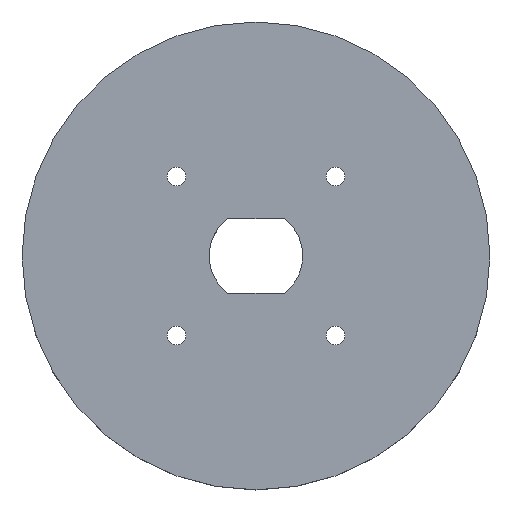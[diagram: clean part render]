
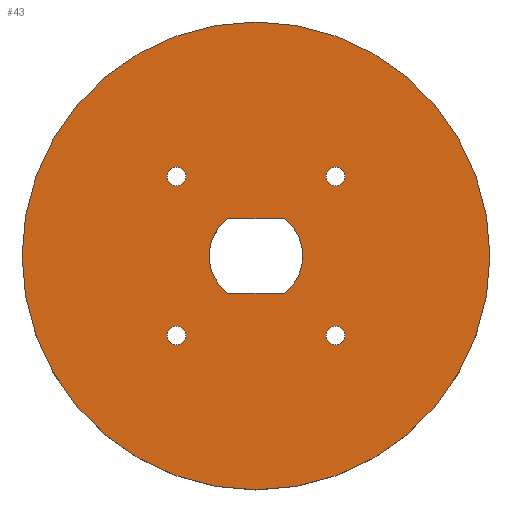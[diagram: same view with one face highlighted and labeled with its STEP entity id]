
A CAD part, top view. The second image highlights one B-rep face of the part: STEP entity #43.
In plain terms, the highlighted planar face has unit normal (0, 0, 1).
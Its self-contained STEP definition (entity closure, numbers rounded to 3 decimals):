
#1 = EDGE_CURVE ( 'NONE', #112, #586, #539, .T. ) ;
#2 = CARTESIAN_POINT ( 'NONE',  ( 3., 4., 8. ) ) ;
#10 = FACE_BOUND ( 'NONE', #576, .T. ) ;
#12 = CARTESIAN_POINT ( 'NONE',  ( 0., 0., 8. ) ) ;
#15 = VECTOR ( 'NONE', #419, 1000. ) ;
#16 = FACE_BOUND ( 'NONE', #263, .T. ) ;
#17 = CARTESIAN_POINT ( 'NONE',  ( 9.5, -8.5, 8. ) ) ;
#19 = ORIENTED_EDGE ( 'NONE', *, *, #183, .T. ) ;
#29 = CARTESIAN_POINT ( 'NONE',  ( -25., 0., 8. ) ) ;
#38 = AXIS2_PLACEMENT_3D ( 'NONE', #168, #120, #582 ) ;
#39 = DIRECTION ( 'NONE',  ( 0., 0., 1. ) ) ;
#40 = VERTEX_POINT ( 'NONE', #522 ) ;
#42 = DIRECTION ( 'NONE',  ( 0., 0., 1. ) ) ;
#43 = ADVANCED_FACE ( 'NONE', ( #10, #16, #427, #384, #54, #572 ), #202, .T. ) ;
#47 = ORIENTED_EDGE ( 'NONE', *, *, #440, .F. ) ;
#51 = AXIS2_PLACEMENT_3D ( 'NONE', #393, #400, #588 ) ;
#54 = FACE_OUTER_BOUND ( 'NONE', #541, .T. ) ;
#56 = CARTESIAN_POINT ( 'NONE',  ( 0., 0., 8. ) ) ;
#58 = CARTESIAN_POINT ( 'NONE',  ( 9.5, 8.5, 8. ) ) ;
#66 = EDGE_CURVE ( 'NONE', #477, #113, #372, .T. ) ;
#68 = CARTESIAN_POINT ( 'NONE',  ( -8.5, 8.5, 8. ) ) ;
#73 = EDGE_LOOP ( 'NONE', ( #501, #211, #352, #415, #365 ) ) ;
#82 = ORIENTED_EDGE ( 'NONE', *, *, #523, .F. ) ;
#83 = CIRCLE ( 'NONE', #129, 1. ) ;
#85 = ORIENTED_EDGE ( 'NONE', *, *, #66, .F. ) ;
#87 = DIRECTION ( 'NONE',  ( 1., 0., 0. ) ) ;
#89 = EDGE_CURVE ( 'NONE', #40, #112, #571, .T. ) ;
#90 = DIRECTION ( 'NONE',  ( 1., 0., 0. ) ) ;
#92 = CIRCLE ( 'NONE', #405, 1. ) ;
#103 = VECTOR ( 'NONE', #559, 1000. ) ;
#105 = CARTESIAN_POINT ( 'NONE',  ( -3., 4., 8. ) ) ;
#108 = AXIS2_PLACEMENT_3D ( 'NONE', #366, #39, #90 ) ;
#112 = VERTEX_POINT ( 'NONE', #282 ) ;
#113 = VERTEX_POINT ( 'NONE', #191 ) ;
#114 = CARTESIAN_POINT ( 'NONE',  ( -3., 4., 8. ) ) ;
#117 = VERTEX_POINT ( 'NONE', #398 ) ;
#120 = DIRECTION ( 'NONE',  ( 0., 0., 1. ) ) ;
#129 = AXIS2_PLACEMENT_3D ( 'NONE', #68, #217, #593 ) ;
#133 = ORIENTED_EDGE ( 'NONE', *, *, #180, .T. ) ;
#137 = DIRECTION ( 'NONE',  ( 0., 0., 1. ) ) ;
#138 = CARTESIAN_POINT ( 'NONE',  ( 0., 0., 8. ) ) ;
#142 = DIRECTION ( 'NONE',  ( 1., 0., 0. ) ) ;
#149 = CARTESIAN_POINT ( 'NONE',  ( -3., -4., 8. ) ) ;
#152 = VERTEX_POINT ( 'NONE', #394 ) ;
#157 = EDGE_CURVE ( 'NONE', #113, #477, #596, .T. ) ;
#158 = CARTESIAN_POINT ( 'NONE',  ( -9.5, 8.5, 8. ) ) ;
#161 = VERTEX_POINT ( 'NONE', #17 ) ;
#162 = DIRECTION ( 'NONE',  ( 1., 0., 0. ) ) ;
#165 = DIRECTION ( 'NONE',  ( 0., 0., 1. ) ) ;
#168 = CARTESIAN_POINT ( 'NONE',  ( -8.5, 8.5, 8. ) ) ;
#170 = AXIS2_PLACEMENT_3D ( 'NONE', #416, #137, #379 ) ;
#174 = DIRECTION ( 'NONE',  ( 0., 0., 1. ) ) ;
#180 = EDGE_CURVE ( 'NONE', #228, #410, #360, .T. ) ;
#182 = ORIENTED_EDGE ( 'NONE', *, *, #386, .F. ) ;
#183 = EDGE_CURVE ( 'NONE', #410, #228, #194, .T. ) ;
#188 = AXIS2_PLACEMENT_3D ( 'NONE', #12, #246, #142 ) ;
#191 = CARTESIAN_POINT ( 'NONE',  ( -7.5, -8.5, 8. ) ) ;
#194 = CIRCLE ( 'NONE', #188, 25. ) ;
#196 = VERTEX_POINT ( 'NONE', #385 ) ;
#199 = AXIS2_PLACEMENT_3D ( 'NONE', #604, #374, #464 ) ;
#200 = CARTESIAN_POINT ( 'NONE',  ( 25., 0., 8. ) ) ;
#202 = PLANE ( 'NONE',  #247 ) ;
#205 = EDGE_LOOP ( 'NONE', ( #496, #47 ) ) ;
#210 = AXIS2_PLACEMENT_3D ( 'NONE', #319, #174, #87 ) ;
#211 = ORIENTED_EDGE ( 'NONE', *, *, #1, .F. ) ;
#216 = ORIENTED_EDGE ( 'NONE', *, *, #157, .F. ) ;
#217 = DIRECTION ( 'NONE',  ( 0., 0., 1. ) ) ;
#222 = CIRCLE ( 'NONE', #38, 1. ) ;
#228 = VERTEX_POINT ( 'NONE', #200 ) ;
#229 = DIRECTION ( 'NONE',  ( 1., 0., 0. ) ) ;
#230 = VERTEX_POINT ( 'NONE', #58 ) ;
#246 = DIRECTION ( 'NONE',  ( 0., 0., 1. ) ) ;
#247 = AXIS2_PLACEMENT_3D ( 'NONE', #56, #249, #436 ) ;
#249 = DIRECTION ( 'NONE',  ( 0., 0., 1. ) ) ;
#252 = EDGE_LOOP ( 'NONE', ( #450, #182 ) ) ;
#263 = EDGE_LOOP ( 'NONE', ( #216, #85 ) ) ;
#282 = CARTESIAN_POINT ( 'NONE',  ( 3., -4., 8. ) ) ;
#290 = CIRCLE ( 'NONE', #199, 1. ) ;
#292 = VERTEX_POINT ( 'NONE', #302 ) ;
#293 = AXIS2_PLACEMENT_3D ( 'NONE', #297, #304, #389 ) ;
#297 = CARTESIAN_POINT ( 'NONE',  ( -8.5, -8.5, 8. ) ) ;
#302 = CARTESIAN_POINT ( 'NONE',  ( 7.5, -8.5, 8. ) ) ;
#304 = DIRECTION ( 'NONE',  ( 0., 0., 1. ) ) ;
#308 = CARTESIAN_POINT ( 'NONE',  ( 8.5, -8.5, 8. ) ) ;
#319 = CARTESIAN_POINT ( 'NONE',  ( 0., 0., 8. ) ) ;
#335 = EDGE_CURVE ( 'NONE', #117, #444, #222, .T. ) ;
#342 = DIRECTION ( 'NONE',  ( 1., 0., 0. ) ) ;
#346 = CIRCLE ( 'NONE', #108, 1. ) ;
#352 = ORIENTED_EDGE ( 'NONE', *, *, #89, .F. ) ;
#360 = CIRCLE ( 'NONE', #459, 25. ) ;
#365 = ORIENTED_EDGE ( 'NONE', *, *, #452, .F. ) ;
#366 = CARTESIAN_POINT ( 'NONE',  ( 8.5, 8.5, 8. ) ) ;
#368 = CIRCLE ( 'NONE', #51, 1. ) ;
#372 = CIRCLE ( 'NONE', #293, 1. ) ;
#374 = DIRECTION ( 'NONE',  ( 0., 0., 1. ) ) ;
#376 = EDGE_CURVE ( 'NONE', #161, #292, #368, .T. ) ;
#379 = DIRECTION ( 'NONE',  ( 1., 0., 0. ) ) ;
#384 = FACE_BOUND ( 'NONE', #252, .T. ) ;
#385 = CARTESIAN_POINT ( 'NONE',  ( -5., 0., 8. ) ) ;
#386 = EDGE_CURVE ( 'NONE', #292, #161, #92, .T. ) ;
#389 = DIRECTION ( 'NONE',  ( 1., 0., 0. ) ) ;
#393 = CARTESIAN_POINT ( 'NONE',  ( 8.5, -8.5, 8. ) ) ;
#394 = CARTESIAN_POINT ( 'NONE',  ( 7.5, 8.5, 8. ) ) ;
#398 = CARTESIAN_POINT ( 'NONE',  ( -7.5, 8.5, 8. ) ) ;
#400 = DIRECTION ( 'NONE',  ( 0., 0., 1. ) ) ;
#405 = AXIS2_PLACEMENT_3D ( 'NONE', #308, #165, #162 ) ;
#410 = VERTEX_POINT ( 'NONE', #29 ) ;
#412 = VERTEX_POINT ( 'NONE', #114 ) ;
#415 = ORIENTED_EDGE ( 'NONE', *, *, #446, .F. ) ;
#416 = CARTESIAN_POINT ( 'NONE',  ( 0., 0., 8. ) ) ;
#419 = DIRECTION ( 'NONE',  ( -1., 0., 0. ) ) ;
#421 = CIRCLE ( 'NONE', #584, 5. ) ;
#426 = DIRECTION ( 'NONE',  ( 0., 0., 1. ) ) ;
#427 = FACE_BOUND ( 'NONE', #205, .T. ) ;
#429 = DIRECTION ( 'NONE',  ( 0., 0., 1. ) ) ;
#430 = ORIENTED_EDGE ( 'NONE', *, *, #529, .F. ) ;
#432 = LINE ( 'NONE', #105, #15 ) ;
#436 = DIRECTION ( 'NONE',  ( 1., 0., 0. ) ) ;
#440 = EDGE_CURVE ( 'NONE', #444, #117, #83, .T. ) ;
#444 = VERTEX_POINT ( 'NONE', #158 ) ;
#446 = EDGE_CURVE ( 'NONE', #196, #40, #421, .T. ) ;
#450 = ORIENTED_EDGE ( 'NONE', *, *, #376, .F. ) ;
#452 = EDGE_CURVE ( 'NONE', #412, #196, #456, .T. ) ;
#456 = CIRCLE ( 'NONE', #210, 5. ) ;
#459 = AXIS2_PLACEMENT_3D ( 'NONE', #480, #429, #521 ) ;
#464 = DIRECTION ( 'NONE',  ( 1., 0., 0. ) ) ;
#477 = VERTEX_POINT ( 'NONE', #548 ) ;
#480 = CARTESIAN_POINT ( 'NONE',  ( 0., 0., 8. ) ) ;
#496 = ORIENTED_EDGE ( 'NONE', *, *, #335, .F. ) ;
#501 = ORIENTED_EDGE ( 'NONE', *, *, #564, .F. ) ;
#521 = DIRECTION ( 'NONE',  ( 1., 0., 0. ) ) ;
#522 = CARTESIAN_POINT ( 'NONE',  ( -3., -4., 8. ) ) ;
#523 = EDGE_CURVE ( 'NONE', #230, #152, #290, .T. ) ;
#529 = EDGE_CURVE ( 'NONE', #152, #230, #346, .T. ) ;
#539 = CIRCLE ( 'NONE', #170, 5. ) ;
#541 = EDGE_LOOP ( 'NONE', ( #19, #133 ) ) ;
#543 = AXIS2_PLACEMENT_3D ( 'NONE', #603, #426, #342 ) ;
#548 = CARTESIAN_POINT ( 'NONE',  ( -9.5, -8.5, 8. ) ) ;
#559 = DIRECTION ( 'NONE',  ( 1., 0., 0. ) ) ;
#564 = EDGE_CURVE ( 'NONE', #586, #412, #432, .T. ) ;
#571 = LINE ( 'NONE', #149, #103 ) ;
#572 = FACE_BOUND ( 'NONE', #73, .T. ) ;
#576 = EDGE_LOOP ( 'NONE', ( #82, #430 ) ) ;
#582 = DIRECTION ( 'NONE',  ( 1., 0., 0. ) ) ;
#584 = AXIS2_PLACEMENT_3D ( 'NONE', #138, #42, #229 ) ;
#586 = VERTEX_POINT ( 'NONE', #2 ) ;
#588 = DIRECTION ( 'NONE',  ( 1., 0., 0. ) ) ;
#593 = DIRECTION ( 'NONE',  ( 1., 0., 0. ) ) ;
#596 = CIRCLE ( 'NONE', #543, 1. ) ;
#603 = CARTESIAN_POINT ( 'NONE',  ( -8.5, -8.5, 8. ) ) ;
#604 = CARTESIAN_POINT ( 'NONE',  ( 8.5, 8.5, 8. ) ) ;
